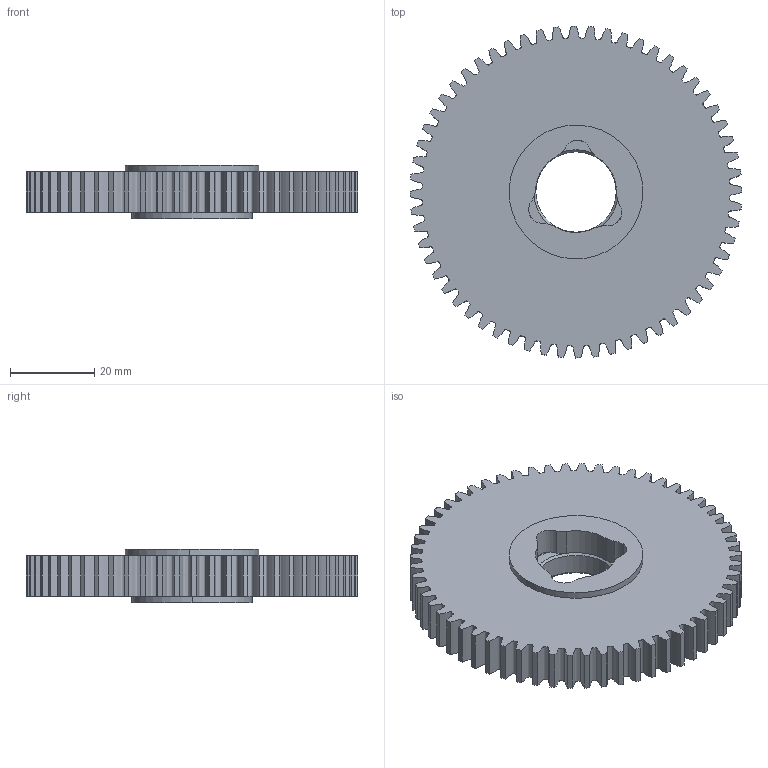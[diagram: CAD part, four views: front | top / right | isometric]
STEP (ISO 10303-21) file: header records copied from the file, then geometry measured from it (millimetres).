
FILE_DESCRIPTION (( 'STEP AP203' ), '1' );
FILE_NAME ('217-2713.20121204.STEP', '2012-12-05T03:15:31', ( 'svradm' ), ( 'Microsoft' ), 'SwSTEP 2.0', 'SolidWorks 2012', '' );
FILE_SCHEMA (( 'CONFIG_CONTROL_DESIGN' ));
Length unit declared in the file: inch
Products named in the file (1): 217-2713.20121204
Bounding box: 78.74 x 78.74 x 12.7 mm (x, y, z)
Volume: 42634.1 mm3; surface area: 15527.9 mm2
Topology: 2 solids, 2 shells, 159 faces, 448 edges, 296 vertices
Faces by surface type: cylinder 78, bspline 60, plane 13, cone 8
Entity records: 23627 total; most frequent: CARTESIAN_POINT 19684, ORIENTED_EDGE 896, DIRECTION 692, EDGE_CURVE 448, VERTEX_POINT 296, AXIS2_PLACEMENT_3D 264, EDGE_LOOP 166, LINE 164
